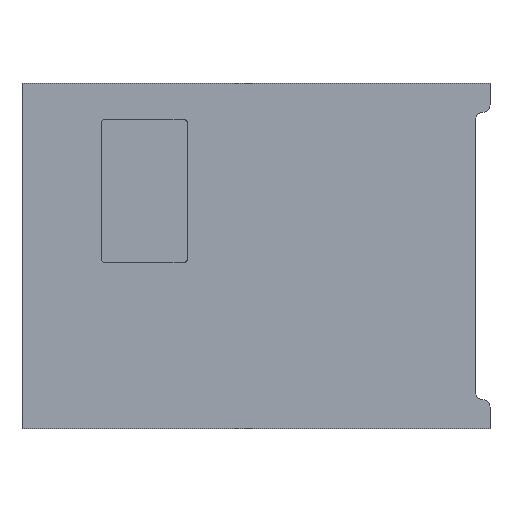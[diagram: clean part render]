
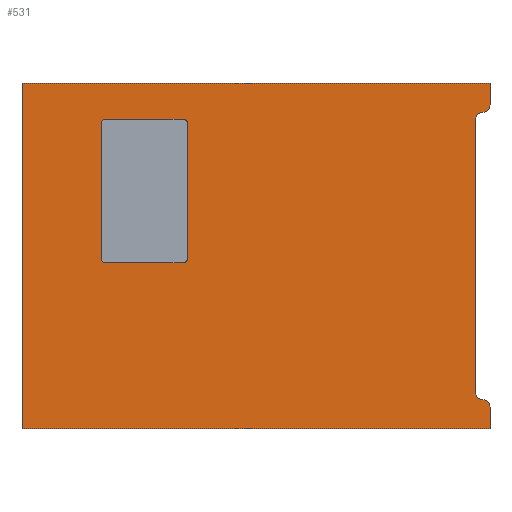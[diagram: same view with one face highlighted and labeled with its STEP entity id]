
A CAD part, left-side view. The second image highlights one B-rep face of the part: STEP entity #531.
In plain terms, the highlighted planar face has unit normal (-1, 0, 0).
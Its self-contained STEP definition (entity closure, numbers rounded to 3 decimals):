
#17=FACE_BOUND('',#70,.T.);
#20=PLANE('',#578);
#39=FACE_OUTER_BOUND('',#69,.T.);
#69=EDGE_LOOP('',(#369,#370,#371,#372,#373,#374,#375,#376,#377,#378));
#70=EDGE_LOOP('',(#379,#380,#381,#382,#383,#384,#385,#386));
#101=LINE('',#804,#155);
#104=LINE('',#812,#158);
#105=LINE('',#818,#159);
#106=LINE('',#820,#160);
#107=LINE('',#822,#161);
#108=LINE('',#823,#162);
#109=LINE('',#826,#163);
#110=LINE('',#830,#164);
#111=LINE('',#834,#165);
#112=LINE('',#838,#166);
#155=VECTOR('',#640,10.);
#158=VECTOR('',#647,10.);
#159=VECTOR('',#652,10.);
#160=VECTOR('',#653,10.);
#161=VECTOR('',#654,10.);
#162=VECTOR('',#655,10.);
#163=VECTOR('',#656,10.);
#164=VECTOR('',#659,10.);
#165=VECTOR('',#662,10.);
#166=VECTOR('',#665,10.);
#207=CIRCLE('',#575,5.);
#209=CIRCLE('',#579,5.);
#210=CIRCLE('',#580,5.);
#211=CIRCLE('',#581,5.);
#212=CIRCLE('',#582,3.);
#213=CIRCLE('',#583,3.);
#214=CIRCLE('',#584,3.);
#215=CIRCLE('',#585,3.);
#231=VERTEX_POINT('',#794);
#232=VERTEX_POINT('',#795);
#235=VERTEX_POINT('',#803);
#237=VERTEX_POINT('',#809);
#238=VERTEX_POINT('',#811);
#239=VERTEX_POINT('',#813);
#240=VERTEX_POINT('',#815);
#241=VERTEX_POINT('',#817);
#242=VERTEX_POINT('',#819);
#243=VERTEX_POINT('',#821);
#244=VERTEX_POINT('',#824);
#245=VERTEX_POINT('',#825);
#246=VERTEX_POINT('',#827);
#247=VERTEX_POINT('',#829);
#248=VERTEX_POINT('',#831);
#249=VERTEX_POINT('',#833);
#250=VERTEX_POINT('',#835);
#251=VERTEX_POINT('',#837);
#283=EDGE_CURVE('',#231,#232,#207,.T.);
#287=EDGE_CURVE('',#235,#232,#101,.T.);
#290=EDGE_CURVE('',#237,#231,#209,.T.);
#291=EDGE_CURVE('',#237,#238,#104,.T.);
#292=EDGE_CURVE('',#239,#238,#210,.T.);
#293=EDGE_CURVE('',#240,#239,#211,.T.);
#294=EDGE_CURVE('',#240,#241,#105,.T.);
#295=EDGE_CURVE('',#241,#242,#106,.T.);
#296=EDGE_CURVE('',#242,#243,#107,.T.);
#297=EDGE_CURVE('',#243,#235,#108,.T.);
#298=EDGE_CURVE('',#244,#245,#109,.T.);
#299=EDGE_CURVE('',#246,#245,#212,.T.);
#300=EDGE_CURVE('',#246,#247,#110,.T.);
#301=EDGE_CURVE('',#248,#247,#213,.T.);
#302=EDGE_CURVE('',#248,#249,#111,.T.);
#303=EDGE_CURVE('',#250,#249,#214,.T.);
#304=EDGE_CURVE('',#250,#251,#112,.T.);
#305=EDGE_CURVE('',#244,#251,#215,.T.);
#369=ORIENTED_EDGE('',*,*,#283,.F.);
#370=ORIENTED_EDGE('',*,*,#290,.F.);
#371=ORIENTED_EDGE('',*,*,#291,.T.);
#372=ORIENTED_EDGE('',*,*,#292,.F.);
#373=ORIENTED_EDGE('',*,*,#293,.F.);
#374=ORIENTED_EDGE('',*,*,#294,.T.);
#375=ORIENTED_EDGE('',*,*,#295,.T.);
#376=ORIENTED_EDGE('',*,*,#296,.T.);
#377=ORIENTED_EDGE('',*,*,#297,.T.);
#378=ORIENTED_EDGE('',*,*,#287,.T.);
#379=ORIENTED_EDGE('',*,*,#298,.T.);
#380=ORIENTED_EDGE('',*,*,#299,.F.);
#381=ORIENTED_EDGE('',*,*,#300,.T.);
#382=ORIENTED_EDGE('',*,*,#301,.F.);
#383=ORIENTED_EDGE('',*,*,#302,.T.);
#384=ORIENTED_EDGE('',*,*,#303,.F.);
#385=ORIENTED_EDGE('',*,*,#304,.T.);
#386=ORIENTED_EDGE('',*,*,#305,.F.);
#531=ADVANCED_FACE('',(#39,#17),#20,.T.);
#575=AXIS2_PLACEMENT_3D('',#796,#632,#633);
#578=AXIS2_PLACEMENT_3D('',#808,#643,#644);
#579=AXIS2_PLACEMENT_3D('',#810,#645,#646);
#580=AXIS2_PLACEMENT_3D('',#814,#648,#649);
#581=AXIS2_PLACEMENT_3D('',#816,#650,#651);
#582=AXIS2_PLACEMENT_3D('',#828,#657,#658);
#583=AXIS2_PLACEMENT_3D('',#832,#660,#661);
#584=AXIS2_PLACEMENT_3D('',#836,#663,#664);
#585=AXIS2_PLACEMENT_3D('',#839,#666,#667);
#632=DIRECTION('center_axis',(1.,0.,0.));
#633=DIRECTION('ref_axis',(0.,-0.707,0.707));
#640=DIRECTION('',(0.,0.,1.));
#643=DIRECTION('center_axis',(-1.,0.,0.));
#644=DIRECTION('ref_axis',(0.,0.,1.));
#645=DIRECTION('center_axis',(-1.,0.,0.));
#646=DIRECTION('ref_axis',(0.,0.707,-0.707));
#647=DIRECTION('',(0.,0.,1.));
#648=DIRECTION('center_axis',(-1.,0.,0.));
#649=DIRECTION('ref_axis',(0.,0.707,0.707));
#650=DIRECTION('center_axis',(1.,0.,0.));
#651=DIRECTION('ref_axis',(0.,-0.707,-0.707));
#652=DIRECTION('',(0.,0.,1.));
#653=DIRECTION('',(0.,1.,0.));
#654=DIRECTION('',(0.,0.,-1.));
#655=DIRECTION('',(0.,-1.,0.));
#656=DIRECTION('',(0.,0.,-1.));
#657=DIRECTION('center_axis',(-1.,0.,0.));
#658=DIRECTION('ref_axis',(0.,-0.707,-0.707));
#659=DIRECTION('',(0.,1.,0.));
#660=DIRECTION('center_axis',(-1.,0.,0.));
#661=DIRECTION('ref_axis',(0.,0.707,-0.707));
#662=DIRECTION('',(0.,0.,1.));
#663=DIRECTION('center_axis',(-1.,0.,0.));
#664=DIRECTION('ref_axis',(0.,0.707,0.707));
#665=DIRECTION('',(0.,-1.,0.));
#666=DIRECTION('center_axis',(-1.,0.,0.));
#667=DIRECTION('ref_axis',(0.,-0.707,0.707));
#794=CARTESIAN_POINT('',(-25.8,-10.4,38.45));
#795=CARTESIAN_POINT('',(-25.8,-15.4,33.45));
#796=CARTESIAN_POINT('Origin',(-25.8,-10.4,33.45));
#803=CARTESIAN_POINT('',(-25.8,-15.4,18.3));
#804=CARTESIAN_POINT('',(-25.8,-15.4,258.6));
#808=CARTESIAN_POINT('Origin',(-25.8,147.3,138.45));
#809=CARTESIAN_POINT('',(-25.8,-5.4,43.45));
#810=CARTESIAN_POINT('Origin',(-25.8,-10.4,43.45));
#811=CARTESIAN_POINT('',(-25.8,-5.4,233.45));
#812=CARTESIAN_POINT('',(-25.8,-5.4,188.45));
#813=CARTESIAN_POINT('',(-25.8,-10.4,238.45));
#814=CARTESIAN_POINT('Origin',(-25.8,-10.4,233.45));
#815=CARTESIAN_POINT('',(-25.8,-15.4,243.45));
#816=CARTESIAN_POINT('Origin',(-25.8,-10.4,243.45));
#817=CARTESIAN_POINT('',(-25.8,-15.4,258.6));
#818=CARTESIAN_POINT('',(-25.8,-15.4,258.6));
#819=CARTESIAN_POINT('',(-25.8,310.,258.6));
#820=CARTESIAN_POINT('',(-25.8,310.,258.6));
#821=CARTESIAN_POINT('',(-25.8,310.,18.3));
#822=CARTESIAN_POINT('',(-25.8,310.,18.3));
#823=CARTESIAN_POINT('',(-25.8,-15.4,18.3));
#824=CARTESIAN_POINT('',(-25.8,195.,230.6));
#825=CARTESIAN_POINT('',(-25.8,195.,136.6));
#826=CARTESIAN_POINT('',(-25.8,195.,186.025));
#827=CARTESIAN_POINT('',(-25.8,198.,133.6));
#828=CARTESIAN_POINT('Origin',(-25.8,198.,136.6));
#829=CARTESIAN_POINT('',(-25.8,252.,133.6));
#830=CARTESIAN_POINT('',(-25.8,171.15,133.6));
#831=CARTESIAN_POINT('',(-25.8,255.,136.6));
#832=CARTESIAN_POINT('Origin',(-25.8,252.,136.6));
#833=CARTESIAN_POINT('',(-25.8,255.,230.6));
#834=CARTESIAN_POINT('',(-25.8,255.,136.025));
#835=CARTESIAN_POINT('',(-25.8,252.,233.6));
#836=CARTESIAN_POINT('Origin',(-25.8,252.,230.6));
#837=CARTESIAN_POINT('',(-25.8,198.,233.6));
#838=CARTESIAN_POINT('',(-25.8,201.15,233.6));
#839=CARTESIAN_POINT('Origin',(-25.8,198.,230.6));
